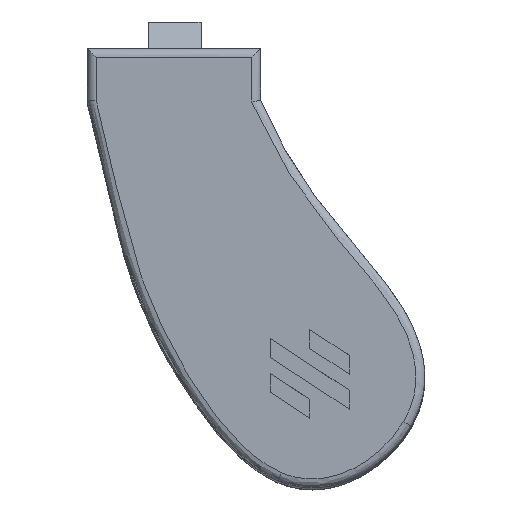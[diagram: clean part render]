
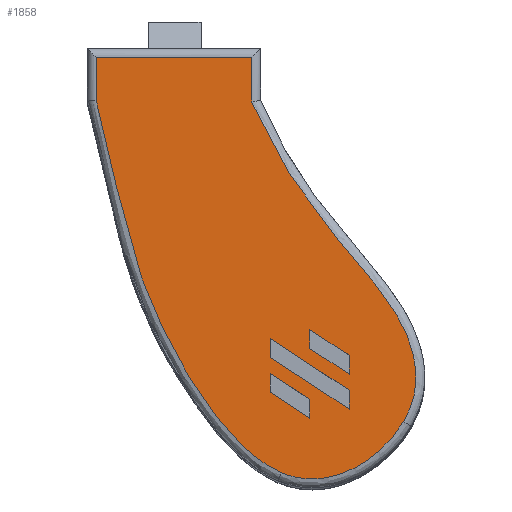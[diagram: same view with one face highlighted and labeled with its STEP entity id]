
A CAD part, top view. The second image highlights one B-rep face of the part: STEP entity #1858.
In plain terms, the highlighted planar face has unit normal (0, 0, 1).
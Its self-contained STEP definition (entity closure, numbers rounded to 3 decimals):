
#28=FACE_BOUND('',#385,.T.);
#29=FACE_BOUND('',#386,.T.);
#30=FACE_BOUND('',#387,.T.);
#125=B_SPLINE_CURVE_WITH_KNOTS('',3,(#4650,#4651,#4652,#4653,#4654,#4655,
#4656,#4657,#4658,#4659,#4660,#4661,#4662,#4663),.UNSPECIFIED.,.F.,.F.,
(4,2,1,1,1,2,2,1,4),(-0.021,0.549,0.992,
1.878,2.321,2.764,3.515,3.78,
4.178),.UNSPECIFIED.);
#127=B_SPLINE_CURVE_WITH_KNOTS('',3,(#4726,#4727,#4728,#4729,#4730,#4731,
#4732,#4733,#4734),.UNSPECIFIED.,.F.,.F.,(4,1,2,1,1,4),(-1.635,
-1.151,-0.829,-0.497,-0.166,
0.),.UNSPECIFIED.);
#130=B_SPLINE_CURVE_WITH_KNOTS('',3,(#4819,#4820,#4821,#4822,#4823,#4824,
#4825,#4826,#4827,#4828,#4829,#4830),.UNSPECIFIED.,.F.,.F.,(4,1,1,1,1,1,
1,1,1,4),(0.,0.383,0.765,1.148,
2.063,2.521,3.308,4.094,4.488,
4.867),.UNSPECIFIED.);
#262=FACE_OUTER_BOUND('',#384,.T.);
#384=EDGE_LOOP('',(#1380,#1381,#1382,#1383,#1384,#1385));
#385=EDGE_LOOP('',(#1386,#1387,#1388,#1389));
#386=EDGE_LOOP('',(#1390,#1391,#1392,#1393));
#387=EDGE_LOOP('',(#1394,#1395,#1396,#1397));
#482=LINE('',#2475,#627);
#486=LINE('',#2483,#631);
#489=LINE('',#2489,#634);
#492=LINE('',#2494,#637);
#494=LINE('',#2500,#639);
#498=LINE('',#2508,#643);
#501=LINE('',#2514,#646);
#504=LINE('',#2519,#649);
#506=LINE('',#2525,#651);
#510=LINE('',#2533,#655);
#513=LINE('',#2539,#658);
#516=LINE('',#2544,#661);
#537=LINE('',#4564,#682);
#538=LINE('',#4879,#683);
#539=LINE('',#4882,#684);
#627=VECTOR('',#2084,10.);
#631=VECTOR('',#2090,10.);
#634=VECTOR('',#2095,10.);
#637=VECTOR('',#2100,10.);
#639=VECTOR('',#2106,10.);
#643=VECTOR('',#2112,10.);
#646=VECTOR('',#2117,10.);
#649=VECTOR('',#2122,10.);
#651=VECTOR('',#2128,10.);
#655=VECTOR('',#2134,10.);
#658=VECTOR('',#2139,10.);
#661=VECTOR('',#2144,10.);
#682=VECTOR('',#2213,10.);
#683=VECTOR('',#2220,10.);
#684=VECTOR('',#2225,10.);
#772=VERTEX_POINT('',#2473);
#773=VERTEX_POINT('',#2474);
#776=VERTEX_POINT('',#2482);
#778=VERTEX_POINT('',#2488);
#780=VERTEX_POINT('',#2498);
#781=VERTEX_POINT('',#2499);
#784=VERTEX_POINT('',#2507);
#786=VERTEX_POINT('',#2513);
#788=VERTEX_POINT('',#2523);
#789=VERTEX_POINT('',#2524);
#792=VERTEX_POINT('',#2532);
#794=VERTEX_POINT('',#2538);
#833=VERTEX_POINT('',#4561);
#834=VERTEX_POINT('',#4563);
#835=VERTEX_POINT('',#4649);
#837=VERTEX_POINT('',#4725);
#839=VERTEX_POINT('',#4818);
#840=VERTEX_POINT('',#4878);
#944=EDGE_CURVE('',#772,#773,#482,.T.);
#948=EDGE_CURVE('',#776,#772,#486,.T.);
#951=EDGE_CURVE('',#778,#776,#489,.T.);
#954=EDGE_CURVE('',#773,#778,#492,.T.);
#956=EDGE_CURVE('',#780,#781,#494,.T.);
#960=EDGE_CURVE('',#784,#780,#498,.T.);
#963=EDGE_CURVE('',#786,#784,#501,.T.);
#966=EDGE_CURVE('',#781,#786,#504,.T.);
#968=EDGE_CURVE('',#788,#789,#506,.T.);
#972=EDGE_CURVE('',#792,#788,#510,.T.);
#975=EDGE_CURVE('',#794,#792,#513,.T.);
#978=EDGE_CURVE('',#789,#794,#516,.T.);
#1032=EDGE_CURVE('',#833,#834,#537,.T.);
#1034=EDGE_CURVE('',#834,#835,#125,.T.);
#1037=EDGE_CURVE('',#835,#837,#127,.T.);
#1041=EDGE_CURVE('',#837,#839,#130,.T.);
#1043=EDGE_CURVE('',#839,#840,#538,.T.);
#1045=EDGE_CURVE('',#840,#833,#539,.T.);
#1380=ORIENTED_EDGE('',*,*,#1043,.F.);
#1381=ORIENTED_EDGE('',*,*,#1041,.F.);
#1382=ORIENTED_EDGE('',*,*,#1037,.F.);
#1383=ORIENTED_EDGE('',*,*,#1034,.F.);
#1384=ORIENTED_EDGE('',*,*,#1032,.F.);
#1385=ORIENTED_EDGE('',*,*,#1045,.F.);
#1386=ORIENTED_EDGE('',*,*,#944,.T.);
#1387=ORIENTED_EDGE('',*,*,#954,.T.);
#1388=ORIENTED_EDGE('',*,*,#951,.T.);
#1389=ORIENTED_EDGE('',*,*,#948,.T.);
#1390=ORIENTED_EDGE('',*,*,#956,.T.);
#1391=ORIENTED_EDGE('',*,*,#966,.T.);
#1392=ORIENTED_EDGE('',*,*,#963,.T.);
#1393=ORIENTED_EDGE('',*,*,#960,.T.);
#1394=ORIENTED_EDGE('',*,*,#968,.T.);
#1395=ORIENTED_EDGE('',*,*,#978,.T.);
#1396=ORIENTED_EDGE('',*,*,#975,.T.);
#1397=ORIENTED_EDGE('',*,*,#972,.T.);
#1785=PLANE('',#2000);
#1858=ADVANCED_FACE('',(#262,#28,#29,#30),#1785,.T.);
#2000=AXIS2_PLACEMENT_3D('',#4881,#2223,#2224);
#2084=DIRECTION('',(0.836,-0.549,0.));
#2090=DIRECTION('',(0.,1.,0.));
#2095=DIRECTION('',(-0.836,0.549,0.));
#2100=DIRECTION('',(0.,-1.,0.));
#2106=DIRECTION('',(0.,1.,0.));
#2112=DIRECTION('',(-0.836,0.549,0.));
#2117=DIRECTION('',(0.,-1.,0.));
#2122=DIRECTION('',(0.836,-0.549,0.));
#2128=DIRECTION('',(-0.836,0.549,0.));
#2134=DIRECTION('',(0.,-1.,0.));
#2139=DIRECTION('',(0.836,-0.549,0.));
#2144=DIRECTION('',(0.,1.,0.));
#2213=DIRECTION('',(0.,-1.,0.));
#2220=DIRECTION('',(0.,1.,0.));
#2223=DIRECTION('center_axis',(0.,0.,
1.));
#2224=DIRECTION('ref_axis',(0.,-1.,0.));
#2225=DIRECTION('',(1.,0.,0.));
#2473=CARTESIAN_POINT('',(120.861,17.111,1.138));
#2474=CARTESIAN_POINT('',(125.342,14.165,1.138));
#2475=CARTESIAN_POINT('',(117.827,19.106,1.138));
#2482=CARTESIAN_POINT('',(120.861,14.957,1.138));
#2483=CARTESIAN_POINT('',(120.861,21.229,1.138));
#2488=CARTESIAN_POINT('',(125.342,12.011,1.138));
#2489=CARTESIAN_POINT('',(119.573,15.804,1.138));
#2494=CARTESIAN_POINT('',(125.342,20.832,1.138));
#2498=CARTESIAN_POINT('',(120.854,18.926,1.138));
#2499=CARTESIAN_POINT('',(120.854,21.08,1.138));
#2500=CARTESIAN_POINT('',(120.854,23.213,1.138));
#2507=CARTESIAN_POINT('',(129.818,13.034,1.138));
#2508=CARTESIAN_POINT('',(122.721,17.699,1.138));
#2513=CARTESIAN_POINT('',(129.818,15.187,1.138));
#2514=CARTESIAN_POINT('',(129.818,21.344,1.138));
#2519=CARTESIAN_POINT('',(118.734,22.474,1.138));
#2523=CARTESIAN_POINT('',(129.818,17.003,1.138));
#2524=CARTESIAN_POINT('',(125.337,19.949,1.138));
#2525=CARTESIAN_POINT('',(123.632,21.07,1.138));
#2532=CARTESIAN_POINT('',(129.818,19.157,1.138));
#2533=CARTESIAN_POINT('',(129.818,23.329,1.138));
#2538=CARTESIAN_POINT('',(125.337,22.103,1.138));
#2539=CARTESIAN_POINT('',(121.886,24.371,1.138));
#2544=CARTESIAN_POINT('',(125.337,23.724,1.138));
#4561=CARTESIAN_POINT('',(118.76,53.,1.138));
#4563=CARTESIAN_POINT('',(118.76,47.907,1.138));
#4564=CARTESIAN_POINT('',(118.76,39.,1.138));
#4649=CARTESIAN_POINT('',(135.978,11.627,1.138));
#4650=CARTESIAN_POINT('Ctrl Pts',(118.76,47.907,1.138));
#4651=CARTESIAN_POINT('Ctrl Pts',(119.532,46.166,1.138));
#4652=CARTESIAN_POINT('Ctrl Pts',(120.339,44.441,1.138));
#4653=CARTESIAN_POINT('Ctrl Pts',(121.954,41.457,1.138));
#4654=CARTESIAN_POINT('Ctrl Pts',(124.257,37.629,1.138));
#4655=CARTESIAN_POINT('Ctrl Pts',(127.962,32.965,1.138));
#4656=CARTESIAN_POINT('Ctrl Pts',(131.81,28.481,1.138));
#4657=CARTESIAN_POINT('Ctrl Pts',(133.653,26.148,1.138));
#4658=CARTESIAN_POINT('Ctrl Pts',(135.849,22.852,1.138));
#4659=CARTESIAN_POINT('Ctrl Pts',(136.995,20.529,1.138));
#4660=CARTESIAN_POINT('Ctrl Pts',(137.431,17.144,1.138));
#4661=CARTESIAN_POINT('Ctrl Pts',(137.446,14.908,1.138));
#4662=CARTESIAN_POINT('Ctrl Pts',(136.65,12.769,1.138));
#4663=CARTESIAN_POINT('Ctrl Pts',(135.978,11.627,1.138));
#4725=CARTESIAN_POINT('',(122.125,5.834,1.138));
#4726=CARTESIAN_POINT('Ctrl Pts',(135.978,11.627,1.138));
#4727=CARTESIAN_POINT('Ctrl Pts',(135.16,10.238,1.138));
#4728=CARTESIAN_POINT('Ctrl Pts',(133.361,8.192,1.138));
#4729=CARTESIAN_POINT('Ctrl Pts',(131.111,6.701,1.138));
#4730=CARTESIAN_POINT('Ctrl Pts',(129.151,5.745,1.138));
#4731=CARTESIAN_POINT('Ctrl Pts',(127.028,5.034,1.138));
#4732=CARTESIAN_POINT('Ctrl Pts',(124.219,5.102,1.138));
#4733=CARTESIAN_POINT('Ctrl Pts',(122.633,5.618,1.138));
#4734=CARTESIAN_POINT('Ctrl Pts',(122.125,5.834,1.138));
#4818=CARTESIAN_POINT('',(101.084,48.144,1.138));
#4819=CARTESIAN_POINT('Ctrl Pts',(122.125,5.834,1.138));
#4820=CARTESIAN_POINT('Ctrl Pts',(120.95,6.332,1.138));
#4821=CARTESIAN_POINT('Ctrl Pts',(118.816,7.774,1.138));
#4822=CARTESIAN_POINT('Ctrl Pts',(116.101,10.481,1.138));
#4823=CARTESIAN_POINT('Ctrl Pts',(112.635,14.893,1.138));
#4824=CARTESIAN_POINT('Ctrl Pts',(109.671,19.96,1.138));
#4825=CARTESIAN_POINT('Ctrl Pts',(106.675,26.508,1.138));
#4826=CARTESIAN_POINT('Ctrl Pts',(104.537,32.948,1.138));
#4827=CARTESIAN_POINT('Ctrl Pts',(103.164,39.364,1.138));
#4828=CARTESIAN_POINT('Ctrl Pts',(102.089,44.441,1.138));
#4829=CARTESIAN_POINT('Ctrl Pts',(101.438,46.932,1.138));
#4830=CARTESIAN_POINT('Ctrl Pts',(101.084,48.144,1.138));
#4878=CARTESIAN_POINT('',(101.084,53.,1.138));
#4879=CARTESIAN_POINT('',(101.084,40.25,1.138));
#4881=CARTESIAN_POINT('Origin',(119.,27.5,1.138));
#4882=CARTESIAN_POINT('',(114.44,53.,1.138));
